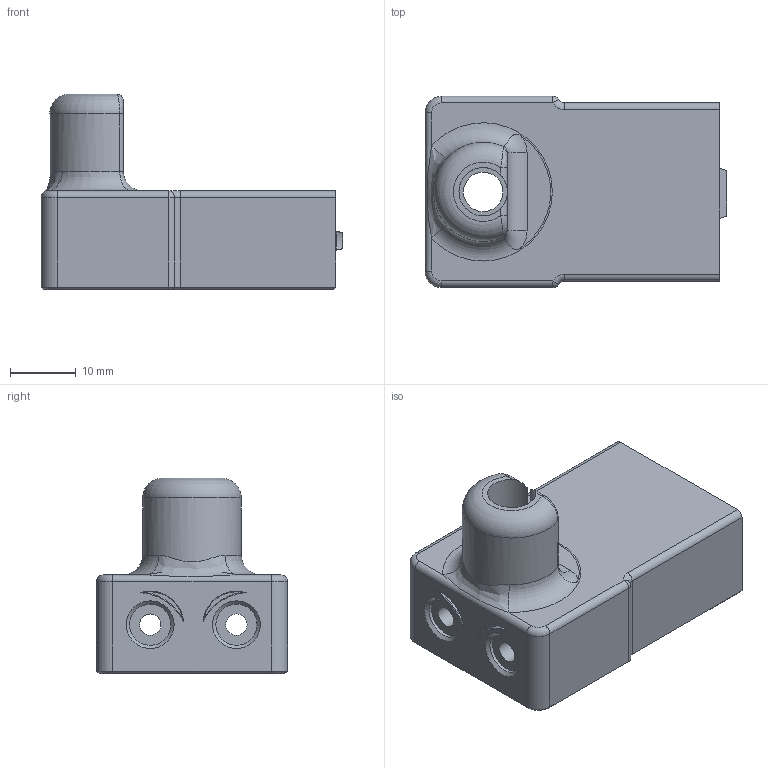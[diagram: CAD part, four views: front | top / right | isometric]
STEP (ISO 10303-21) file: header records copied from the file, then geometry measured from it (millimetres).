
FILE_DESCRIPTION(/* description */ (''),/* implementation_level */ '2;1');
FILE_NAME(/* name */ 'VORON_V0.1 (2) v11.step',/* time_stamp */ '2022-07-06T13:21:09-07:00',/* author */ (''),/* organization */ (''),/* preprocessor_version */ 'ST-DEVELOPER v19',/* originating_system */ 'Autodesk Translation Framework v11.7.0.108',/* authorisation */ '');
FILE_SCHEMA (('AUTOMOTIVE_DESIGN { 1 0 10303 214 3 1 1 }'));
Length unit declared in the file: millimetre
Products named in the file (1): VORON_V0.1 (2)
Bounding box: 45.83 x 29.02 x 29.69 mm (x, y, z)
Volume: 14918.2 mm3; surface area: 7481 mm2
Topology: 1 solids, 1 shells, 170 faces, 400 edges, 241 vertices
Faces by surface type: plane 86, cylinder 46, cone 25, torus 8, bspline 3, sphere 2
Full cylindrical faces by diameter (mm): 1.75 x4, 3.25 x4, 6 x1, 6.25 x4, 7.35 x2
Entity records: 5058 total; most frequent: CARTESIAN_POINT 1084, DIRECTION 854, ORIENTED_EDGE 800, EDGE_CURVE 400, AXIS2_PLACEMENT_3D 313, VERTEX_POINT 241, LINE 228, VECTOR 228
